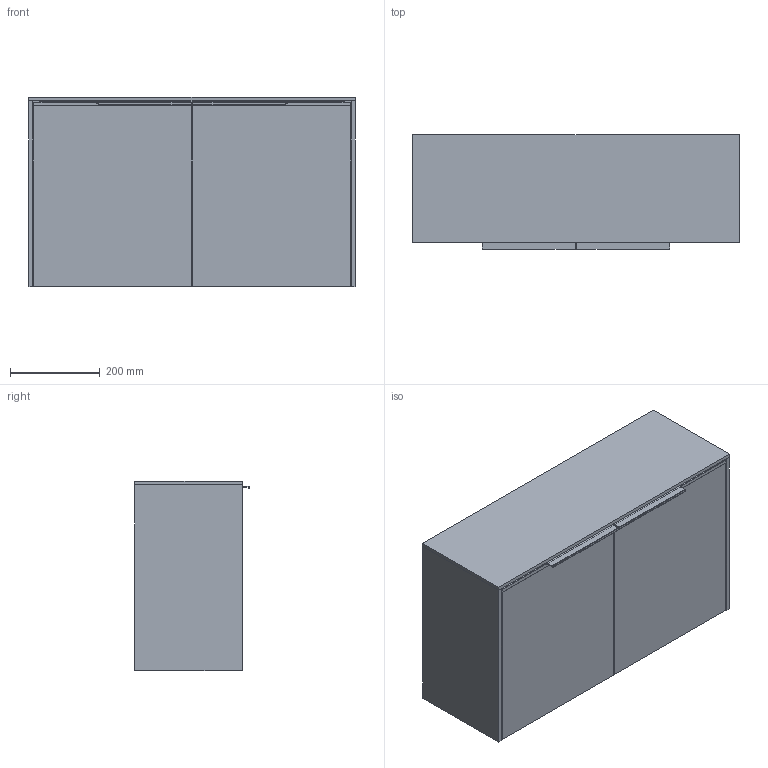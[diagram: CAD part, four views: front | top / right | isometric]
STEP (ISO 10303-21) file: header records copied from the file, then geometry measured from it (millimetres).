
FILE_DESCRIPTION(/* description */ (''),/* implementation_level */ '2;1');
FILE_NAME(/* name */ 'TK078_C6000Z_RFS.stp',/* time_stamp */ '2021-05-12T09:50:53+02:00',/* author */ ('StegeR'),/* organization */ (''),/* preprocessor_version */ 'ST-DEVELOPER v16.1',/* originating_system */ 'Autodesk Inventor 2016',/* authorisation */ '');
FILE_SCHEMA (('AUTOMOTIVE_DESIGN { 1 0 10303 214 3 1 1 }'));
Length unit declared in the file: millimetre
Products named in the file (1): TK078_C6000Z_RFS
Bounding box: 729 x 256 x 423 mm (x, y, z)
Volume: 17598486.9 mm3; surface area: 3200182 mm2
Topology: 36 solids, 36 shells, 1581 faces, 4188 edges, 2738 vertices
Faces by surface type: plane 995, cylinder 466, bspline 54, cone 32, torus 26, sphere 8
Entity records: 51509 total; most frequent: CARTESIAN_POINT 11732, ORIENTED_EDGE 8372, DIRECTION 8004, EDGE_CURVE 4186, LINE 3072, VECTOR 3072, VERTEX_POINT 2738, AXIS2_PLACEMENT_3D 2466
